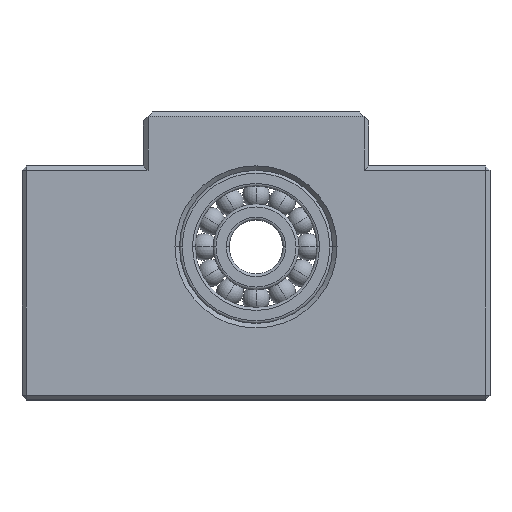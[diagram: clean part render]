
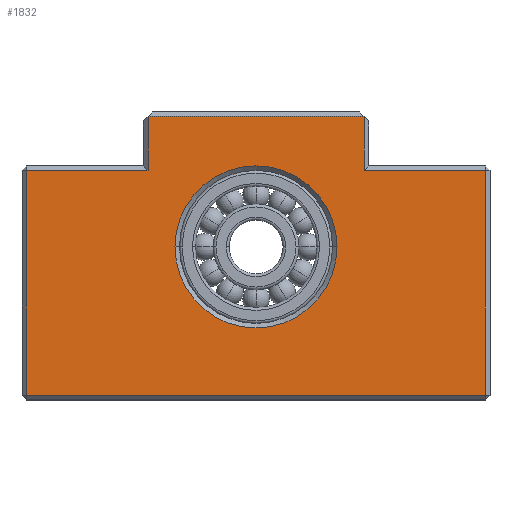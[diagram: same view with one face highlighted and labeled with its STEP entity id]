
A CAD part, top view. The second image highlights one B-rep face of the part: STEP entity #1832.
In plain terms, the highlighted planar face has unit normal (0, 0, 1).
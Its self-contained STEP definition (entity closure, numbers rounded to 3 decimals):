
#82=PLANE('',#2656);
#144=VECTOR('',#2273,1.);
#157=VECTOR('',#2292,1.);
#159=VECTOR('',#2295,1.);
#183=VECTOR('',#2352,1.);
#184=VECTOR('',#2353,1.);
#185=VECTOR('',#2354,1.);
#186=VECTOR('',#2355,1.);
#187=VECTOR('',#2356,1.);
#258=LINE('',#3071,#144);
#271=LINE('',#3096,#157);
#273=LINE('',#3101,#159);
#297=LINE('',#3160,#183);
#298=LINE('',#3162,#184);
#299=LINE('',#3164,#185);
#300=LINE('',#3166,#186);
#301=LINE('',#3168,#187);
#488=VERTEX_POINT('',#3001);
#489=VERTEX_POINT('',#3003);
#513=VERTEX_POINT('',#3070);
#514=VERTEX_POINT('',#3072);
#519=VERTEX_POINT('',#3095);
#520=VERTEX_POINT('',#3099);
#536=VERTEX_POINT('',#3161);
#537=VERTEX_POINT('',#3163);
#538=VERTEX_POINT('',#3165);
#539=VERTEX_POINT('',#3167);
#665=CIRCLE('',#2606,9.);
#683=CIRCLE('',#2655,9.);
#838=EDGE_CURVE('',#489,#488,#665,.T.);
#871=EDGE_CURVE('',#514,#513,#258,.T.);
#884=EDGE_CURVE('',#513,#519,#271,.T.);
#886=EDGE_CURVE('',#519,#520,#273,.T.);
#916=EDGE_CURVE('',#488,#489,#683,.T.);
#917=EDGE_CURVE('',#520,#536,#297,.T.);
#918=EDGE_CURVE('',#536,#537,#298,.T.);
#919=EDGE_CURVE('',#537,#538,#299,.T.);
#920=EDGE_CURVE('',#538,#539,#300,.T.);
#921=EDGE_CURVE('',#539,#514,#301,.T.);
#1366=ORIENTED_EDGE('',*,*,#838,.T.);
#1367=ORIENTED_EDGE('',*,*,#916,.T.);
#1368=ORIENTED_EDGE('',*,*,#884,.T.);
#1369=ORIENTED_EDGE('',*,*,#886,.T.);
#1370=ORIENTED_EDGE('',*,*,#917,.T.);
#1371=ORIENTED_EDGE('',*,*,#918,.T.);
#1372=ORIENTED_EDGE('',*,*,#919,.T.);
#1373=ORIENTED_EDGE('',*,*,#920,.T.);
#1374=ORIENTED_EDGE('',*,*,#921,.T.);
#1375=ORIENTED_EDGE('',*,*,#871,.T.);
#1579=EDGE_LOOP('',(#1366,#1367));
#1580=EDGE_LOOP('',(#1368,#1369,#1370,#1371,#1372,#1373,#1374,#1375));
#1709=FACE_BOUND('',#1579,.T.);
#1710=FACE_BOUND('',#1580,.T.);
#1832=ADVANCED_FACE('',(#1709,#1710),#82,.T.);
#2209=DIRECTION('',(0.,0.,-1.));
#2210=DIRECTION('',(9.,0.,0.));
#2273=DIRECTION('',(0.,1.,0.));
#2292=DIRECTION('',(-1.,0.,0.));
#2295=DIRECTION('',(0.,1.,0.));
#2349=DIRECTION('',(0.,0.,-1.));
#2350=DIRECTION('',(9.,0.,0.));
#2351=DIRECTION('',(0.,0.,1.));
#2352=DIRECTION('',(-1.,0.,0.));
#2353=DIRECTION('',(0.,-1.,0.));
#2354=DIRECTION('',(-1.,0.,0.));
#2355=DIRECTION('',(0.,-1.,0.));
#2356=DIRECTION('',(1.,0.,0.));
#2606=AXIS2_PLACEMENT_3D('',#3002,#2209,#2210);
#2655=AXIS2_PLACEMENT_3D('',#3158,#2349,#2350);
#2656=AXIS2_PLACEMENT_3D('',#3159,#2351,$);
#3001=CARTESIAN_POINT('',(-9.,17.,7.));
#3002=CARTESIAN_POINT('',(0.,17.,7.));
#3003=CARTESIAN_POINT('',(9.,17.,7.));
#3070=CARTESIAN_POINT('',(25.5,25.5,7.));
#3071=CARTESIAN_POINT('',(25.5,0.5,7.));
#3072=CARTESIAN_POINT('',(25.5,0.5,7.));
#3095=CARTESIAN_POINT('',(12.,25.5,7.));
#3096=CARTESIAN_POINT('',(25.5,25.5,7.));
#3099=CARTESIAN_POINT('',(12.,31.5,7.));
#3101=CARTESIAN_POINT('',(12.,25.5,7.));
#3158=CARTESIAN_POINT('',(0.,17.,7.));
#3159=CARTESIAN_POINT('',(26.,26.,7.));
#3160=CARTESIAN_POINT('',(12.,31.5,7.));
#3161=CARTESIAN_POINT('',(-12.,31.5,7.));
#3162=CARTESIAN_POINT('',(-12.,31.5,7.));
#3163=CARTESIAN_POINT('',(-12.,25.5,7.));
#3164=CARTESIAN_POINT('',(-12.,25.5,7.));
#3165=CARTESIAN_POINT('',(-25.5,25.5,7.));
#3166=CARTESIAN_POINT('',(-25.5,25.5,7.));
#3167=CARTESIAN_POINT('',(-25.5,0.5,7.));
#3168=CARTESIAN_POINT('',(-25.5,0.5,7.));
